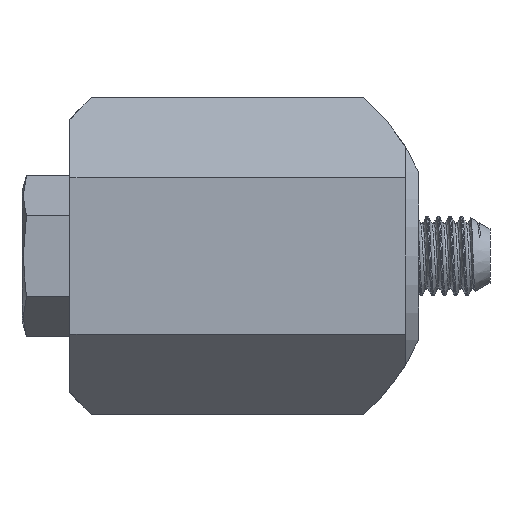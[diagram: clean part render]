
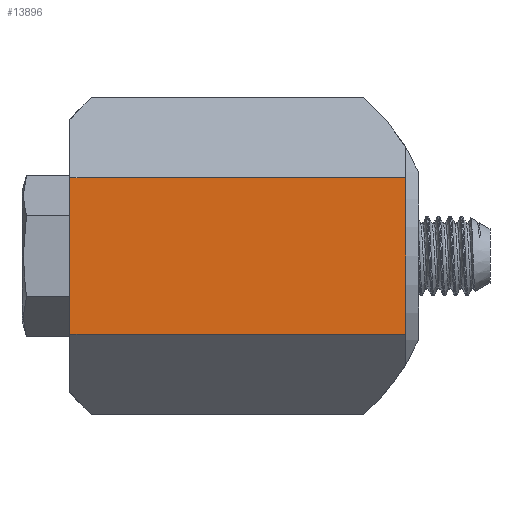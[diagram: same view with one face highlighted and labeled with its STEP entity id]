
A CAD part, left-side view. The second image highlights one B-rep face of the part: STEP entity #13896.
In plain terms, the highlighted planar face has unit normal (-1, 0, 0).
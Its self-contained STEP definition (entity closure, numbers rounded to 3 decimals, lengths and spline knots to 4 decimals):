
#1055=LINE('',#36870,#1151);
#1058=LINE('',#36897,#1154);
#1059=LINE('',#36898,#1155);
#1060=LINE('',#36899,#1156);
#1151=VECTOR('',#20480,0.3937);
#1154=VECTOR('',#20511,0.3937);
#1155=VECTOR('',#20512,0.3937);
#1156=VECTOR('',#20513,0.3937);
#1467=PLANE('',#16144);
#2270=FACE_OUTER_BOUND('',#3081,.T.);
#3081=EDGE_LOOP('',(#12213,#12214,#12215,#12216));
#5720=VERTEX_POINT('',#36867);
#5721=VERTEX_POINT('',#36869);
#5730=VERTEX_POINT('',#36895);
#5731=VERTEX_POINT('',#36896);
#7821=EDGE_CURVE('',#5720,#5721,#1055,.T.);
#7831=EDGE_CURVE('',#5730,#5731,#1058,.T.);
#7832=EDGE_CURVE('',#5721,#5731,#1059,.T.);
#7833=EDGE_CURVE('',#5730,#5720,#1060,.T.);
#12213=ORIENTED_EDGE('',*,*,#7831,.T.);
#12214=ORIENTED_EDGE('',*,*,#7832,.F.);
#12215=ORIENTED_EDGE('',*,*,#7821,.F.);
#12216=ORIENTED_EDGE('',*,*,#7833,.F.);
#13896=ADVANCED_FACE('',(#2270),#1467,.T.);
#16144=AXIS2_PLACEMENT_3D('',#36894,#20509,#20510);
#20480=DIRECTION('',(0.,0.,1.));
#20509=DIRECTION('center_axis',(-1.,0.,0.));
#20510=DIRECTION('ref_axis',(0.,0.,1.));
#20511=DIRECTION('',(0.,0.,1.));
#20512=DIRECTION('',(0.,-1.,0.));
#20513=DIRECTION('',(0.,1.,0.));
#36867=CARTESIAN_POINT('',(-0.971,1.09,-0.245));
#36869=CARTESIAN_POINT('',(-0.971,1.09,0.245));
#36870=CARTESIAN_POINT('',(-0.971,1.09,0.495));
#36894=CARTESIAN_POINT('Origin',(-0.971,0.,-0.495));
#36895=CARTESIAN_POINT('',(-0.971,0.04,-0.245));
#36896=CARTESIAN_POINT('',(-0.971,0.04,0.245));
#36897=CARTESIAN_POINT('',(-0.971,0.04,-0.2475));
#36898=CARTESIAN_POINT('',(-0.971,0.,0.245));
#36899=CARTESIAN_POINT('',(-0.971,0.,-0.245));
